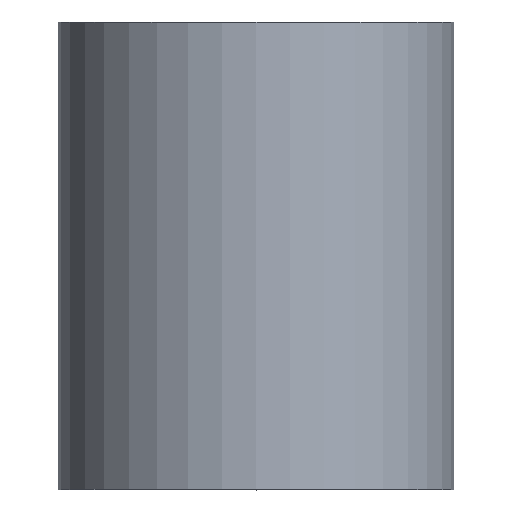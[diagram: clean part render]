
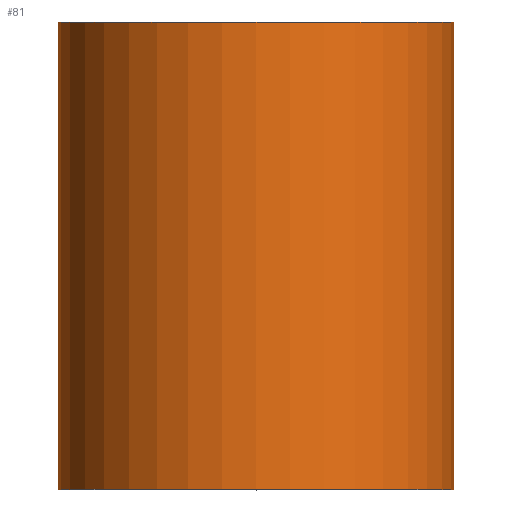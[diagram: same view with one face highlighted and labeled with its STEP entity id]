
A CAD part, top view. The second image highlights one B-rep face of the part: STEP entity #81.
In plain terms, the highlighted cylindrical face has radius 10.757 mm (diameter 21.514 mm), a full revolution.
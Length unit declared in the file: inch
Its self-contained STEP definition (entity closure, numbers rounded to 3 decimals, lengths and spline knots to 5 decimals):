
#20=LINE('',#163,#22);
#22=VECTOR('',#140,0.4235);
#24=CYLINDRICAL_SURFACE('',#114,0.4235);
#28=FACE_OUTER_BOUND('',#34,.T.);
#34=EDGE_LOOP('',(#71,#72,#73,#74));
#42=CIRCLE('',#113,0.4235);
#43=CIRCLE('',#115,0.4235);
#48=VERTEX_POINT('',#159);
#49=VERTEX_POINT('',#162);
#56=EDGE_CURVE('',#48,#48,#42,.T.);
#57=EDGE_CURVE('',#48,#49,#20,.T.);
#58=EDGE_CURVE('',#49,#49,#43,.T.);
#71=ORIENTED_EDGE('',*,*,#56,.F.);
#72=ORIENTED_EDGE('',*,*,#57,.T.);
#73=ORIENTED_EDGE('',*,*,#58,.T.);
#74=ORIENTED_EDGE('',*,*,#57,.F.);
#81=ADVANCED_FACE('',(#28),#24,.T.);
#113=AXIS2_PLACEMENT_3D('',#160,#136,#137);
#114=AXIS2_PLACEMENT_3D('',#161,#138,#139);
#115=AXIS2_PLACEMENT_3D('',#164,#141,#142);
#136=DIRECTION('center_axis',(0.,1.,0.));
#137=DIRECTION('ref_axis',(-1.,0.,0.));
#138=DIRECTION('center_axis',(0.,1.,0.));
#139=DIRECTION('ref_axis',(-1.,0.,0.));
#140=DIRECTION('',(0.,-1.,0.));
#141=DIRECTION('center_axis',(0.,1.,0.));
#142=DIRECTION('ref_axis',(-1.,0.,0.));
#159=CARTESIAN_POINT('',(0.4235,1.,0.));
#160=CARTESIAN_POINT('Origin',(0.,1.,0.));
#161=CARTESIAN_POINT('Origin',(0.,0.,0.));
#162=CARTESIAN_POINT('',(0.4235,0.,0.));
#163=CARTESIAN_POINT('',(0.4235,0.,0.));
#164=CARTESIAN_POINT('Origin',(0.,0.,0.));
